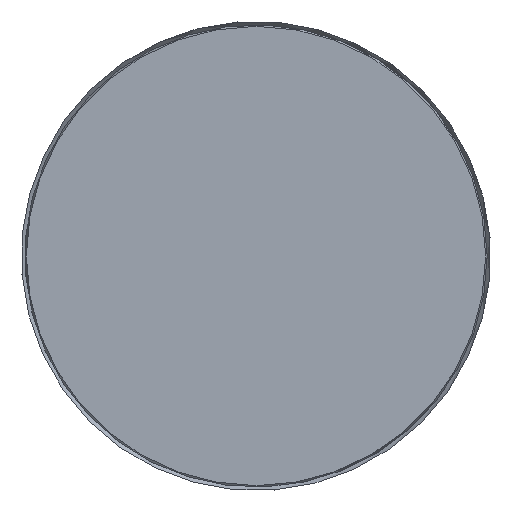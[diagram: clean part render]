
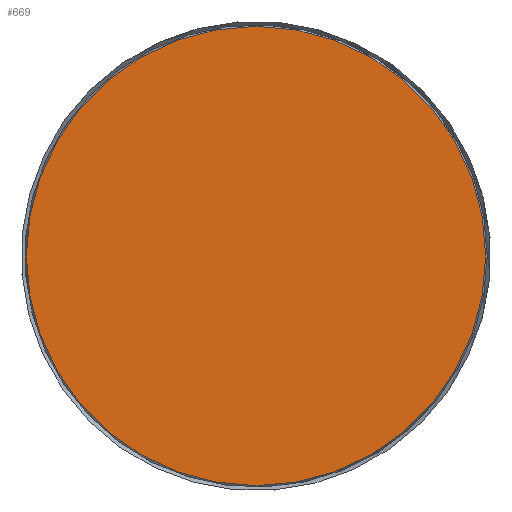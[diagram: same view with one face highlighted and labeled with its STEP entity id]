
A CAD part, front view. The second image highlights one B-rep face of the part: STEP entity #669.
In plain terms, the highlighted planar face has unit normal (0, -1, 0).
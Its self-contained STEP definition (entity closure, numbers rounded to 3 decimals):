
#32=PLANE('',#729);
#39=FACE_OUTER_BOUND('',#75,.T.);
#75=EDGE_LOOP('',(#420,#421));
#173=CIRCLE('',#727,18.587);
#174=CIRCLE('',#728,18.587);
#245=VERTEX_POINT('',#1084);
#246=VERTEX_POINT('',#1086);
#317=EDGE_CURVE('',#245,#246,#173,.T.);
#318=EDGE_CURVE('',#246,#245,#174,.T.);
#420=ORIENTED_EDGE('',*,*,#318,.F.);
#421=ORIENTED_EDGE('',*,*,#317,.F.);
#669=ADVANCED_FACE('',(#39),#32,.T.);
#727=AXIS2_PLACEMENT_3D('',#1087,#841,#842);
#728=AXIS2_PLACEMENT_3D('',#1088,#843,#844);
#729=AXIS2_PLACEMENT_3D('',#1089,#845,#846);
#841=DIRECTION('center_axis',(0.,1.,0.));
#842=DIRECTION('ref_axis',(1.,0.,0.));
#843=DIRECTION('center_axis',(0.,1.,0.));
#844=DIRECTION('ref_axis',(1.,0.,0.));
#845=DIRECTION('center_axis',(0.,-1.,0.));
#846=DIRECTION('ref_axis',(0.,0.,-1.));
#1084=CARTESIAN_POINT('',(18.587,-67.,0.));
#1086=CARTESIAN_POINT('',(-18.587,-67.,0.));
#1087=CARTESIAN_POINT('Origin',(0.,-67.,0.));
#1088=CARTESIAN_POINT('Origin',(0.,-67.,0.));
#1089=CARTESIAN_POINT('Origin',(-18.587,-67.,0.));
